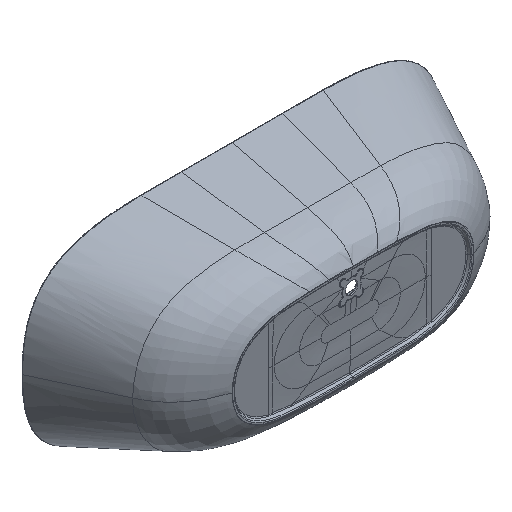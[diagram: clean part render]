
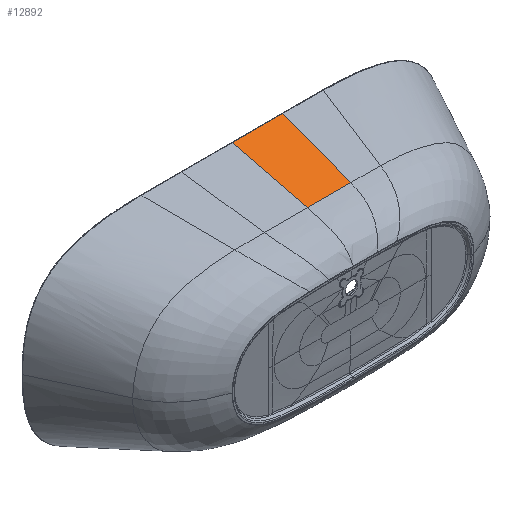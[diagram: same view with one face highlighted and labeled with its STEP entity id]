
A CAD part, isometric view. The second image highlights one B-rep face of the part: STEP entity #12892.
In plain terms, the highlighted planar face has unit normal (0, -0.239, 0.971).
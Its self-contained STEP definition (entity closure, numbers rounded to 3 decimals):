
#901=CARTESIAN_POINT('',(0.,173.644,322.677));
#969=DIRECTION('',(0.,0.971,0.239));
#970=VECTOR('',#969,323.853);
#971=CARTESIAN_POINT('',(0.,173.644,322.677));
#972=LINE('',#971,#970);
#973=DIRECTION('',(1.,0.,0.));
#974=VECTOR('',#973,211.378);
#975=CARTESIAN_POINT('',(0.,488.141,399.956));
#976=LINE('',#975,#974);
#977=DIRECTION('',(-0.096,-0.967,-0.238));
#978=VECTOR('',#977,325.369);
#979=CARTESIAN_POINT('',(211.378,488.141,399.956));
#980=LINE('',#979,#978);
#981=CARTESIAN_POINT('',(180.,173.644,322.677));
#982=CARTESIAN_POINT('',(172.711,173.644,322.677));
#983=CARTESIAN_POINT('',(158.039,173.644,322.677));
#984=CARTESIAN_POINT('',(128.348,173.644,322.677));
#985=CARTESIAN_POINT('',(90.687,173.644,322.677));
#986=CARTESIAN_POINT('',(45.172,173.644,322.677));
#987=CARTESIAN_POINT('',(15.001,173.644,322.677));
#988=CARTESIAN_POINT('',(0.,173.644,322.677));
#1008=CARTESIAN_POINT('',(180.,173.644,322.677));
#8737=CARTESIAN_POINT('',(211.378,488.141,399.956));
#8739=VERTEX_POINT('',#8737);
#8741=CARTESIAN_POINT('',(0.,488.141,
399.956));
#8742=VERTEX_POINT('',#8741);
#8782=VERTEX_POINT('',#901);
#8784=VERTEX_POINT('',#1008);
#12880=CARTESIAN_POINT('',(97.075,330.893,361.317));
#12881=DIRECTION('',(0.,-0.239,0.971));
#12882=DIRECTION('',(-0.04,-0.97,-0.238));
#12883=AXIS2_PLACEMENT_3D('',#12880,#12881,#12882);
#12884=PLANE('',#12883);
#12885=ORIENTED_EDGE('',*,*,#12871,.T.);
#12886=ORIENTED_EDGE('',*,*,#9223,.T.);
#12888=ORIENTED_EDGE('',*,*,#12887,.T.);
#12889=ORIENTED_EDGE('',*,*,#12729,.T.);
#12890=EDGE_LOOP('',(#12885,#12886,#12888,#12889));
#12891=FACE_OUTER_BOUND('',#12890,.F.);
#12892=ADVANCED_FACE('',(#12891),#12884,.T.);
#989=B_SPLINE_CURVE_WITH_KNOTS('',3,(#981,#982,#983,#984,#985,#986,#987,#988),
.UNSPECIFIED.,.F.,.F.,(4,1,1,1,1,4),(0.,0.125,0.25,
0.5,0.75,1.),.UNSPECIFIED.);
#9223=EDGE_CURVE('',#8742,#8739,#976,.T.);
#12729=EDGE_CURVE('',#8784,#8782,#989,.T.);
#12871=EDGE_CURVE('',#8782,#8742,#972,.T.);
#12887=EDGE_CURVE('',#8739,#8784,#980,.T.);
